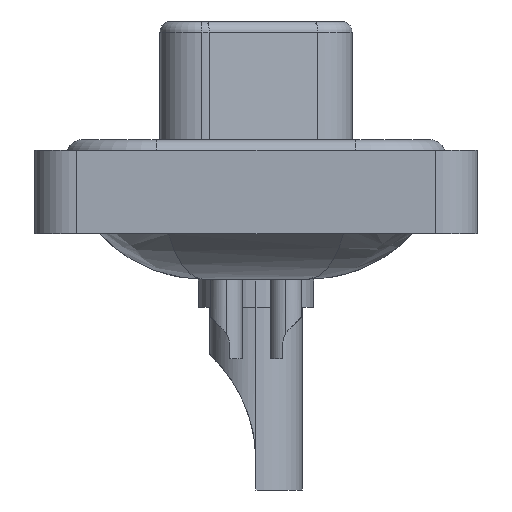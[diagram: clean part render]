
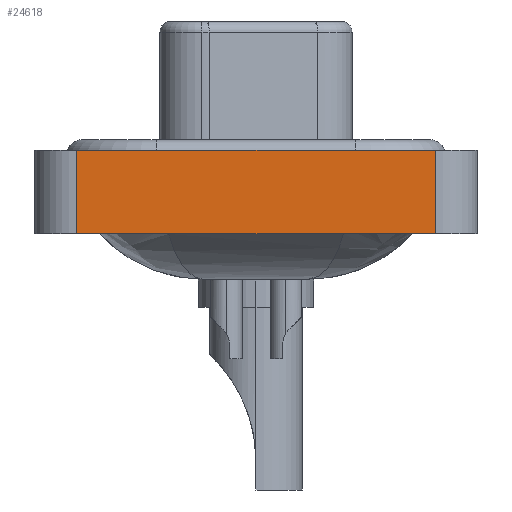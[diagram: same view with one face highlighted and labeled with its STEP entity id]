
A CAD part, left-side view. The second image highlights one B-rep face of the part: STEP entity #24618.
In plain terms, the highlighted planar face has unit normal (-1, 0, 0).
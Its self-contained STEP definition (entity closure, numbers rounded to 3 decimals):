
#120 = VECTOR ( 'NONE', #14453, 1000. ) ;
#187 = CARTESIAN_POINT ( 'NONE',  ( -7.35, 8.55, -3.6 ) ) ;
#416 = VECTOR ( 'NONE', #23984, 1000. ) ;
#1028 = LINE ( 'NONE', #10308, #120 ) ;
#2050 = EDGE_CURVE ( 'NONE', #8273, #16751, #1028, .T. ) ;
#2240 = PLANE ( 'NONE',  #19186 ) ;
#4213 = VERTEX_POINT ( 'NONE', #19532 ) ;
#5251 = VECTOR ( 'NONE', #5440, 1000. ) ;
#5440 = DIRECTION ( 'NONE',  ( 0., -1., 0. ) ) ;
#5743 = VERTEX_POINT ( 'NONE', #17678 ) ;
#5853 = ORIENTED_EDGE ( 'NONE', *, *, #6389, .F. ) ;
#5871 = FACE_OUTER_BOUND ( 'NONE', #13440, .T. ) ;
#6000 = CARTESIAN_POINT ( 'NONE',  ( -7.35, -8.55, -3.6 ) ) ;
#6042 = EDGE_CURVE ( 'NONE', #8273, #4213, #19126, .T. ) ;
#6389 = EDGE_CURVE ( 'NONE', #16751, #5743, #18863, .T. ) ;
#7293 = LINE ( 'NONE', #14839, #416 ) ;
#8273 = VERTEX_POINT ( 'NONE', #187 ) ;
#8376 = VECTOR ( 'NONE', #17376, 1000. ) ;
#9896 = DIRECTION ( 'NONE',  ( 0., 0., 1. ) ) ;
#10308 = CARTESIAN_POINT ( 'NONE',  ( -7.35, 8.55, -3.6 ) ) ;
#10970 = CARTESIAN_POINT ( 'NONE',  ( -7.35, -8.55, 0.4 ) ) ;
#11767 = DIRECTION ( 'NONE',  ( -1., 0., 0. ) ) ;
#11952 = ORIENTED_EDGE ( 'NONE', *, *, #6042, .T. ) ;
#12124 = ORIENTED_EDGE ( 'NONE', *, *, #2050, .F. ) ;
#13440 = EDGE_LOOP ( 'NONE', ( #15607, #5853, #12124, #11952 ) ) ;
#14453 = DIRECTION ( 'NONE',  ( 0., 0., 1. ) ) ;
#14839 = CARTESIAN_POINT ( 'NONE',  ( -7.35, -8.55, -3.6 ) ) ;
#15607 = ORIENTED_EDGE ( 'NONE', *, *, #17997, .T. ) ;
#16751 = VERTEX_POINT ( 'NONE', #19411 ) ;
#17376 = DIRECTION ( 'NONE',  ( 0., -1., 0. ) ) ;
#17491 = CARTESIAN_POINT ( 'NONE',  ( -7.35, -8.55, -3.6 ) ) ;
#17678 = CARTESIAN_POINT ( 'NONE',  ( -7.35, -8.55, 0.4 ) ) ;
#17997 = EDGE_CURVE ( 'NONE', #4213, #5743, #7293, .T. ) ;
#18863 = LINE ( 'NONE', #10970, #5251 ) ;
#19126 = LINE ( 'NONE', #17491, #8376 ) ;
#19186 = AXIS2_PLACEMENT_3D ( 'NONE', #6000, #11767, #9896 ) ;
#19411 = CARTESIAN_POINT ( 'NONE',  ( -7.35, 8.55, 0.4 ) ) ;
#19532 = CARTESIAN_POINT ( 'NONE',  ( -7.35, -8.55, -3.6 ) ) ;
#23984 = DIRECTION ( 'NONE',  ( 0., 0., 1. ) ) ;
#24618 = ADVANCED_FACE ( 'NONE', ( #5871 ), #2240, .T. ) ;
